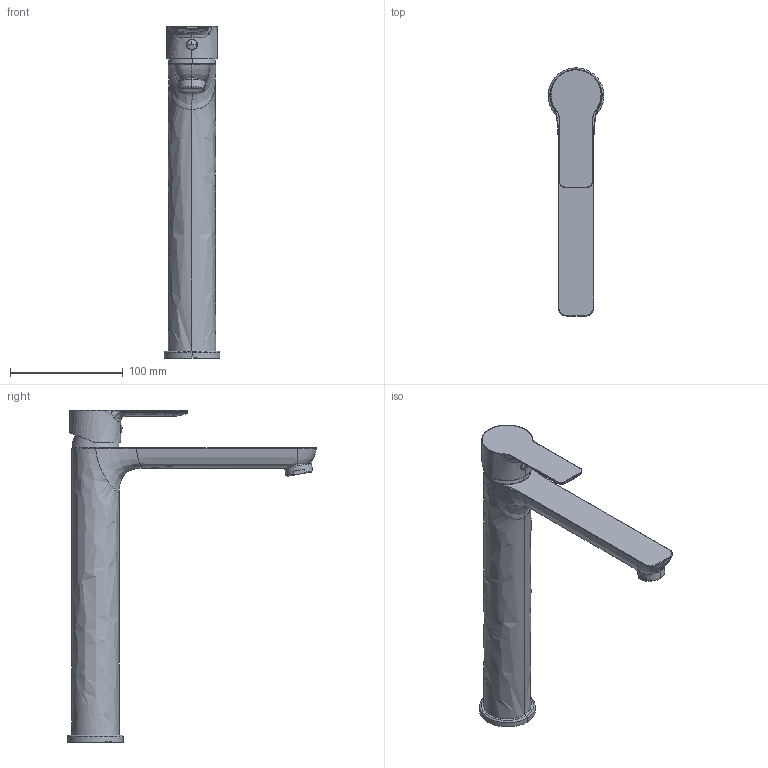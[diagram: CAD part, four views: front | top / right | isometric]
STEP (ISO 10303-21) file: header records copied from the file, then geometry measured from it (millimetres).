
FILE_DESCRIPTION(/* description */ (''),/* implementation_level */ '2;1');
FILE_NAME(/* name */ 'A11040002010',/* time_stamp */ '2019-02-22T11:02:35+01:00',/* author */ (''),/* organization */ (''),/* preprocessor_version */ 'ST-DEVELOPER v15',/* originating_system */ '',/* authorisation */ '');
FILE_SCHEMA (('AUTOMOTIVE_DESIGN'));
Length unit declared in the file: millimetre
Products named in the file (1): Document
Bounding box: 49.5 x 220.69 x 294.5 mm (x, y, z)
Volume: 6139.6 mm3; surface area: 66819.5 mm2
Topology: 2 solids, 9 shells, 125 faces, 285 edges, 174 vertices
Faces by surface type: bspline 125
Entity records: 14702 total; most frequent: CARTESIAN_POINT 11242, B_SPLINE_CURVE_WITH_KNOTS 589, ORIENTED_EDGE 543, PCURVE 543, DEFINITIONAL_REPRESENTATION 543, SURFACE_CURVE 282, EDGE_CURVE 282, VERTEX_POINT 174
